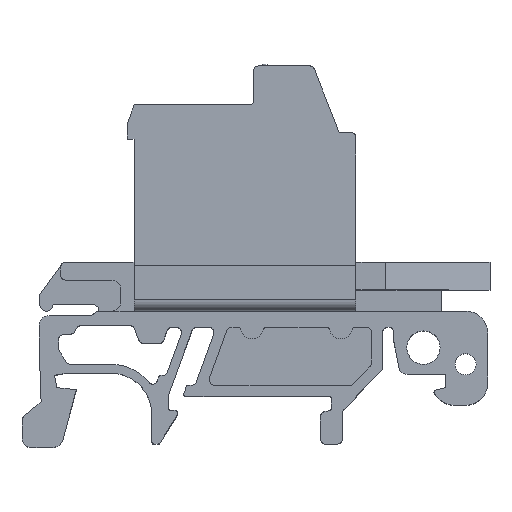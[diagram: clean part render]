
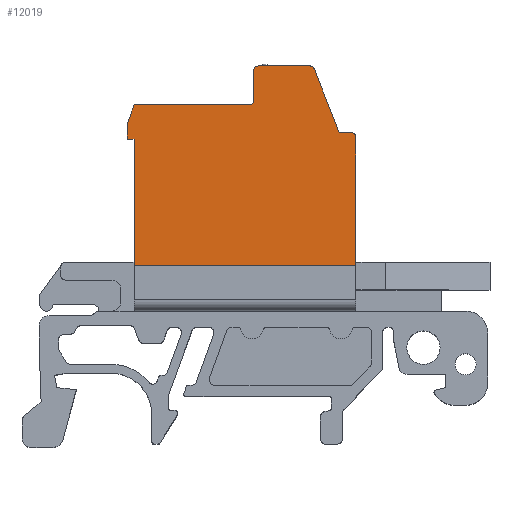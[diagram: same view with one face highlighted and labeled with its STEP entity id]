
A CAD part, top view. The second image highlights one B-rep face of the part: STEP entity #12019.
In plain terms, the highlighted planar face has unit normal (0, 0, 1).
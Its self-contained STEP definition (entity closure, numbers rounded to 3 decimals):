
#644=CARTESIAN_POINT('',(16.05,11.6,3.3));
#645=VERTEX_POINT('',#644);
#652=CARTESIAN_POINT('',(16.05,0.0,3.3));
#653=VERTEX_POINT('',#652);
#654=CARTESIAN_POINT('',(16.05,11.6,3.3));
#655=DIRECTION('',(0.0,-1.0,0.0));
#656=VECTOR('',#655,11.6);
#657=LINE('',#654,#656);
#658=EDGE_CURVE('',#645,#653,#657,.T.);
#1529=CARTESIAN_POINT('',(-3.95,0.0,3.3));
#1530=VERTEX_POINT('',#1529);
#1537=CARTESIAN_POINT('',(-3.95,11.4,3.3));
#1538=VERTEX_POINT('',#1537);
#1539=CARTESIAN_POINT('',(-3.95,0.0,3.3));
#1540=DIRECTION('',(0.0,1.0,0.0));
#1541=VECTOR('',#1540,11.4);
#1542=LINE('',#1539,#1541);
#1543=EDGE_CURVE('',#1530,#1538,#1542,.T.);
#6678=CARTESIAN_POINT('',(16.05,0.0,3.3));
#6679=DIRECTION('',(-1.0,0.0,0.0));
#6680=VECTOR('',#6679,20.0);
#6681=LINE('',#6678,#6680);
#6682=EDGE_CURVE('',#653,#1530,#6681,.T.);
#7789=CARTESIAN_POINT('',(-3.931,14.5,3.3));
#7790=VERTEX_POINT('',#7789);
#7797=CARTESIAN_POINT('',(6.45,14.5,3.3));
#7798=VERTEX_POINT('',#7797);
#7799=CARTESIAN_POINT('',(-3.931,14.5,3.3));
#7800=DIRECTION('',(1.0,0.0,0.0));
#7801=VECTOR('',#7800,10.381);
#7802=LINE('',#7799,#7801);
#7803=EDGE_CURVE('',#7790,#7798,#7802,.T.);
#9297=CARTESIAN_POINT('',(6.85,14.9,3.3));
#9298=VERTEX_POINT('',#9297);
#9299=CARTESIAN_POINT('',(6.45,14.9,3.3));
#9300=DIRECTION('',(0.0,0.0,1.));
#9301=DIRECTION('',(0.707,-0.707,0.0));
#9302=AXIS2_PLACEMENT_3D('',#9299,#9300,#9301);
#9303=CIRCLE('',#9302,0.4);
#9304=EDGE_CURVE('',#7798,#9298,#9303,.T.);
#9320=CARTESIAN_POINT('',(6.85,17.6,3.3));
#9321=VERTEX_POINT('',#9320);
#9322=CARTESIAN_POINT('',(7.25,18.0,3.3));
#9323=VERTEX_POINT('',#9322);
#9324=CARTESIAN_POINT('',(7.25,17.6,3.3));
#9325=DIRECTION('',(0.0,0.0,-1.));
#9326=DIRECTION('',(-0.707,0.707,0.0));
#9327=AXIS2_PLACEMENT_3D('',#9324,#9325,#9326);
#9328=CIRCLE('',#9327,0.4);
#9329=EDGE_CURVE('',#9321,#9323,#9328,.T.);
#9441=CARTESIAN_POINT('',(11.927,18.,3.3));
#9442=VERTEX_POINT('',#9441);
#9443=CARTESIAN_POINT('',(7.25,18.0,3.3));
#9444=DIRECTION('',(1.0,0.0,0.0));
#9445=VECTOR('',#9444,4.677);
#9446=LINE('',#9443,#9445);
#9447=EDGE_CURVE('',#9323,#9442,#9446,.T.);
#9564=CARTESIAN_POINT('',(12.3,17.746,3.3));
#9565=VERTEX_POINT('',#9564);
#9566=CARTESIAN_POINT('',(11.927,17.6,3.3));
#9567=DIRECTION('',(0.0,0.0,-1.));
#9568=DIRECTION('',(0.564,0.826,0.0));
#9569=AXIS2_PLACEMENT_3D('',#9566,#9567,#9568);
#9570=CIRCLE('',#9569,0.4);
#9571=EDGE_CURVE('',#9442,#9565,#9570,.T.);
#9589=CARTESIAN_POINT('',(15.65,12.,3.3));
#9590=VERTEX_POINT('',#9589);
#9591=CARTESIAN_POINT('',(15.65,11.6,3.3));
#9592=DIRECTION('',(0.0,0.0,-1.));
#9593=DIRECTION('',(0.707,0.707,0.0));
#9594=AXIS2_PLACEMENT_3D('',#9591,#9592,#9593);
#9595=CIRCLE('',#9594,0.4);
#9596=EDGE_CURVE('',#9590,#645,#9595,.T.);
#9616=CARTESIAN_POINT('',(14.55,12.0,3.3));
#9617=VERTEX_POINT('',#9616);
#9624=CARTESIAN_POINT('',(14.55,12.0,3.3));
#9625=DIRECTION('',(1.0,0.0,0.0));
#9626=VECTOR('',#9625,1.1);
#9627=LINE('',#9624,#9626);
#9628=EDGE_CURVE('',#9617,#9590,#9627,.T.);
#10268=CARTESIAN_POINT('',(-4.55,12.8,3.3));
#10269=VERTEX_POINT('',#10268);
#10276=CARTESIAN_POINT('',(-4.55,12.8,3.3));
#10277=DIRECTION('',(0.342,0.94,0.0));
#10278=VECTOR('',#10277,1.809);
#10279=LINE('',#10276,#10278);
#10280=EDGE_CURVE('',#10269,#7790,#10279,.T.);
#11923=CARTESIAN_POINT('',(-4.55,11.4,3.3));
#11924=VERTEX_POINT('',#11923);
#11925=CARTESIAN_POINT('',(-3.95,11.4,3.3));
#11926=DIRECTION('',(-1.0,0.0,0.0));
#11927=VECTOR('',#11926,0.6);
#11928=LINE('',#11925,#11927);
#11929=EDGE_CURVE('',#1538,#11924,#11928,.T.);
#11947=CARTESIAN_POINT('',(-4.55,11.4,3.3));
#11948=DIRECTION('',(0.0,1.0,0.0));
#11949=VECTOR('',#11948,1.4);
#11950=LINE('',#11947,#11949);
#11951=EDGE_CURVE('',#11924,#10269,#11950,.T.);
#11969=CARTESIAN_POINT('',(6.85,14.9,3.3));
#11970=DIRECTION('',(0.0,1.0,0.0));
#11971=VECTOR('',#11970,2.7);
#11972=LINE('',#11969,#11971);
#11973=EDGE_CURVE('',#9298,#9321,#11972,.T.);
#11986=CARTESIAN_POINT('',(12.3,17.746,3.3));
#11987=DIRECTION('',(0.365,-0.931,0.0));
#11988=VECTOR('',#11987,6.171);
#11989=LINE('',#11986,#11988);
#11990=EDGE_CURVE('',#9565,#9617,#11989,.T.);
#11997=CARTESIAN_POINT('',(6.041,8.152,3.3));
#11998=DIRECTION('',(0.0,0.0,1.0));
#11999=DIRECTION('',(1.0,0.0,0.0));
#12000=AXIS2_PLACEMENT_3D('',#11997,#11998,#11999);
#12001=PLANE('',#12000);
#12002=ORIENTED_EDGE('',*,*,#9329,.F.);
#12003=ORIENTED_EDGE('',*,*,#11973,.F.);
#12004=ORIENTED_EDGE('',*,*,#9304,.F.);
#12005=ORIENTED_EDGE('',*,*,#7803,.F.);
#12006=ORIENTED_EDGE('',*,*,#10280,.F.);
#12007=ORIENTED_EDGE('',*,*,#11951,.F.);
#12008=ORIENTED_EDGE('',*,*,#11929,.F.);
#12009=ORIENTED_EDGE('',*,*,#1543,.F.);
#12010=ORIENTED_EDGE('',*,*,#6682,.F.);
#12011=ORIENTED_EDGE('',*,*,#658,.F.);
#12012=ORIENTED_EDGE('',*,*,#9596,.F.);
#12013=ORIENTED_EDGE('',*,*,#9628,.F.);
#12014=ORIENTED_EDGE('',*,*,#11990,.F.);
#12015=ORIENTED_EDGE('',*,*,#9571,.F.);
#12016=ORIENTED_EDGE('',*,*,#9447,.F.);
#12017=EDGE_LOOP('',(#12002,#12003,#12004,#12005,#12006,#12007,#12008,#12009,#12010,#12011,#12012,#12013,#12014,#12015,#12016));
#12018=FACE_OUTER_BOUND('',#12017,.T.);
#12019=ADVANCED_FACE('',(#12018),#12001,.T.);
